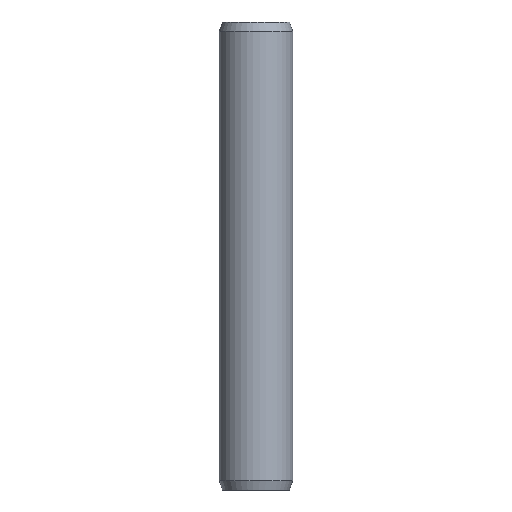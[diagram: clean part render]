
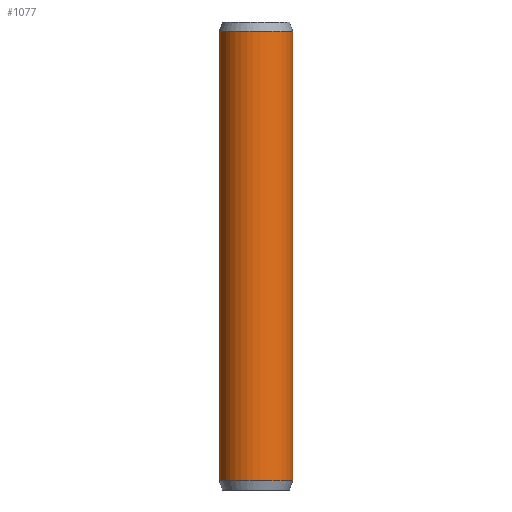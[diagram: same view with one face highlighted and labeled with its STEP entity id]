
A CAD part, left-side view. The second image highlights one B-rep face of the part: STEP entity #1077.
In plain terms, the highlighted cylindrical face has radius 2.997 mm (diameter 5.994 mm), a partial arc.
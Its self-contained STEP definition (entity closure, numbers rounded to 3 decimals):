
#755 = VERTEX_POINT('',#756);
#756 = CARTESIAN_POINT('',(-29.783,47.752,-0.406));
#770 = CONICAL_SURFACE('',#771,2.743,0.322);
#771 = AXIS2_PLACEMENT_3D('',#772,#773,#774);
#772 = CARTESIAN_POINT('',(-32.766,48.514,-0.114));
#773 = DIRECTION('',(0.,-1.,0.));
#774 = DIRECTION('',(-0.995,0.,0.097));
#783 = VERTEX_POINT('',#784);
#784 = CARTESIAN_POINT('',(-35.749,47.752,0.178));
#799 = CYLINDRICAL_SURFACE('',#800,2.997);
#800 = AXIS2_PLACEMENT_3D('',#801,#802,#803);
#801 = CARTESIAN_POINT('',(-32.766,10.414,-0.114));
#802 = DIRECTION('',(0.,-1.,0.));
#803 = DIRECTION('',(-0.995,0.,0.097));
#836 = EDGE_CURVE('',#755,#837,#839,.T.);
#837 = VERTEX_POINT('',#838);
#838 = CARTESIAN_POINT('',(-29.783,11.176,-0.406));
#839 = SURFACE_CURVE('',#840,(#844,#851),.PCURVE_S1.);
#840 = LINE('',#841,#842);
#841 = CARTESIAN_POINT('',(-29.783,10.414,-0.406));
#842 = VECTOR('',#843,1.);
#843 = DIRECTION('',(0.,-1.,0.));
#844 = PCURVE('',#799,#845);
#845 = DEFINITIONAL_REPRESENTATION('',(#846),#850);
#846 = LINE('',#847,#848);
#847 = CARTESIAN_POINT('',(3.142,0.));
#848 = VECTOR('',#849,1.);
#849 = DIRECTION('',(0.,1.));
#850 = ( GEOMETRIC_REPRESENTATION_CONTEXT(2) 
PARAMETRIC_REPRESENTATION_CONTEXT() REPRESENTATION_CONTEXT('2D SPACE',''
  ) );
#851 = PCURVE('',#852,#857);
#852 = CYLINDRICAL_SURFACE('',#853,2.997);
#853 = AXIS2_PLACEMENT_3D('',#854,#855,#856);
#854 = CARTESIAN_POINT('',(-32.766,10.414,-0.114));
#855 = DIRECTION('',(0.,-1.,0.));
#856 = DIRECTION('',(-0.995,0.,0.097));
#857 = DEFINITIONAL_REPRESENTATION('',(#858),#862);
#858 = LINE('',#859,#860);
#859 = CARTESIAN_POINT('',(3.142,0.));
#860 = VECTOR('',#861,1.);
#861 = DIRECTION('',(0.,1.));
#862 = ( GEOMETRIC_REPRESENTATION_CONTEXT(2) 
PARAMETRIC_REPRESENTATION_CONTEXT() REPRESENTATION_CONTEXT('2D SPACE',''
  ) );
#865 = VERTEX_POINT('',#866);
#866 = CARTESIAN_POINT('',(-35.749,11.176,0.178));
#893 = EDGE_CURVE('',#783,#865,#894,.T.);
#894 = SURFACE_CURVE('',#895,(#899,#906),.PCURVE_S1.);
#895 = LINE('',#896,#897);
#896 = CARTESIAN_POINT('',(-35.749,10.414,0.178));
#897 = VECTOR('',#898,1.);
#898 = DIRECTION('',(0.,-1.,0.));
#899 = PCURVE('',#799,#900);
#900 = DEFINITIONAL_REPRESENTATION('',(#901),#905);
#901 = LINE('',#902,#903);
#902 = CARTESIAN_POINT('',(0.,0.));
#903 = VECTOR('',#904,1.);
#904 = DIRECTION('',(0.,1.));
#905 = ( GEOMETRIC_REPRESENTATION_CONTEXT(2) 
PARAMETRIC_REPRESENTATION_CONTEXT() REPRESENTATION_CONTEXT('2D SPACE',''
  ) );
#906 = PCURVE('',#852,#907);
#907 = DEFINITIONAL_REPRESENTATION('',(#908),#912);
#908 = LINE('',#909,#910);
#909 = CARTESIAN_POINT('',(6.283,0.));
#910 = VECTOR('',#911,1.);
#911 = DIRECTION('',(0.,1.));
#912 = ( GEOMETRIC_REPRESENTATION_CONTEXT(2) 
PARAMETRIC_REPRESENTATION_CONTEXT() REPRESENTATION_CONTEXT('2D SPACE',''
  ) );
#961 = CONICAL_SURFACE('',#962,2.997,0.322);
#962 = AXIS2_PLACEMENT_3D('',#963,#964,#965);
#963 = CARTESIAN_POINT('',(-32.766,11.176,-0.114));
#964 = DIRECTION('',(0.,1.,0.));
#965 = DIRECTION('',(0.995,0.,-0.097));
#1056 = EDGE_CURVE('',#837,#865,#1057,.T.);
#1057 = SURFACE_CURVE('',#1058,(#1063,#1070),.PCURVE_S1.);
#1058 = CIRCLE('',#1059,2.997);
#1059 = AXIS2_PLACEMENT_3D('',#1060,#1061,#1062);
#1060 = CARTESIAN_POINT('',(-32.766,11.176,-0.114));
#1061 = DIRECTION('',(-0.,-1.,0.));
#1062 = DIRECTION('',(-0.995,0.,0.097));
#1063 = PCURVE('',#961,#1064);
#1064 = DEFINITIONAL_REPRESENTATION('',(#1065),#1069);
#1065 = LINE('',#1066,#1067);
#1066 = CARTESIAN_POINT('',(9.425,0.));
#1067 = VECTOR('',#1068,1.);
#1068 = DIRECTION('',(-1.,0.));
#1069 = ( GEOMETRIC_REPRESENTATION_CONTEXT(2) 
PARAMETRIC_REPRESENTATION_CONTEXT() REPRESENTATION_CONTEXT('2D SPACE',''
  ) );
#1070 = PCURVE('',#852,#1071);
#1071 = DEFINITIONAL_REPRESENTATION('',(#1072),#1076);
#1072 = LINE('',#1073,#1074);
#1073 = CARTESIAN_POINT('',(0.,-0.762));
#1074 = VECTOR('',#1075,1.);
#1075 = DIRECTION('',(1.,0.));
#1076 = ( GEOMETRIC_REPRESENTATION_CONTEXT(2) 
PARAMETRIC_REPRESENTATION_CONTEXT() REPRESENTATION_CONTEXT('2D SPACE',''
  ) );
#1077 = ADVANCED_FACE('',(#1078),#852,.T.);
#1078 = FACE_BOUND('',#1079,.T.);
#1079 = EDGE_LOOP('',(#1080,#1081,#1103,#1104));
#1080 = ORIENTED_EDGE('',*,*,#836,.F.);
#1081 = ORIENTED_EDGE('',*,*,#1082,.T.);
#1082 = EDGE_CURVE('',#755,#783,#1083,.T.);
#1083 = SURFACE_CURVE('',#1084,(#1089,#1096),.PCURVE_S1.);
#1084 = CIRCLE('',#1085,2.997);
#1085 = AXIS2_PLACEMENT_3D('',#1086,#1087,#1088);
#1086 = CARTESIAN_POINT('',(-32.766,47.752,-0.114));
#1087 = DIRECTION('',(-0.,-1.,0.));
#1088 = DIRECTION('',(-0.995,0.,0.097));
#1089 = PCURVE('',#852,#1090);
#1090 = DEFINITIONAL_REPRESENTATION('',(#1091),#1095);
#1091 = LINE('',#1092,#1093);
#1092 = CARTESIAN_POINT('',(0.,-37.338));
#1093 = VECTOR('',#1094,1.);
#1094 = DIRECTION('',(1.,0.));
#1095 = ( GEOMETRIC_REPRESENTATION_CONTEXT(2) 
PARAMETRIC_REPRESENTATION_CONTEXT() REPRESENTATION_CONTEXT('2D SPACE',''
  ) );
#1096 = PCURVE('',#770,#1097);
#1097 = DEFINITIONAL_REPRESENTATION('',(#1098),#1102);
#1098 = LINE('',#1099,#1100);
#1099 = CARTESIAN_POINT('',(0.,0.762));
#1100 = VECTOR('',#1101,1.);
#1101 = DIRECTION('',(1.,0.));
#1102 = ( GEOMETRIC_REPRESENTATION_CONTEXT(2) 
PARAMETRIC_REPRESENTATION_CONTEXT() REPRESENTATION_CONTEXT('2D SPACE',''
  ) );
#1103 = ORIENTED_EDGE('',*,*,#893,.T.);
#1104 = ORIENTED_EDGE('',*,*,#1056,.F.);
